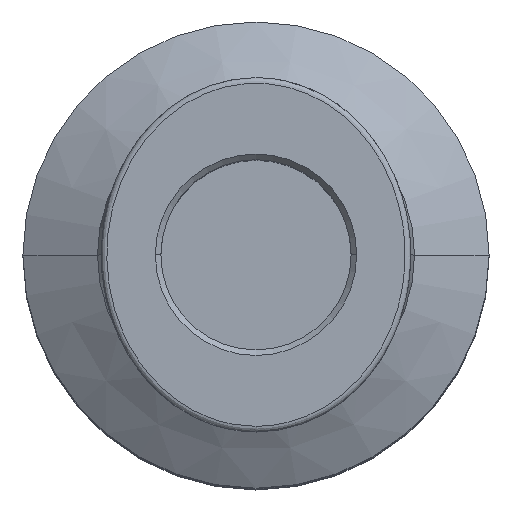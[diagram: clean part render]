
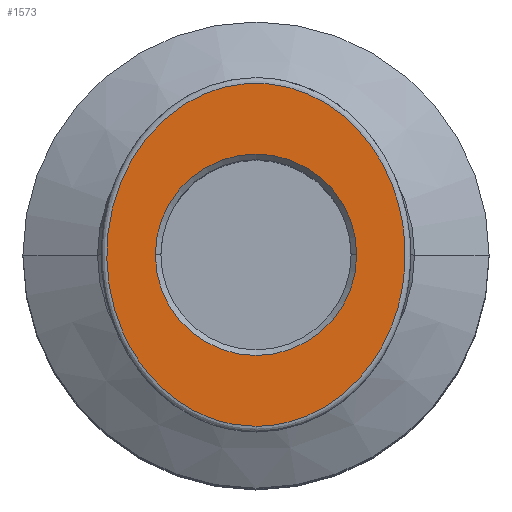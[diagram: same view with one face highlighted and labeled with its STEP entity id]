
A CAD part, top view. The second image highlights one B-rep face of the part: STEP entity #1573.
In plain terms, the highlighted planar face has unit normal (0, 0, 1).
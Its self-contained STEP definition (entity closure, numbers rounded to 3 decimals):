
#566=CARTESIAN_POINT('',(-5.4,0.,37.85));
#567=VERTEX_POINT('',#566);
#574=CARTESIAN_POINT('',(5.4,0.,37.85));
#575=VERTEX_POINT('',#574);
#576=CARTESIAN_POINT('',(0.,0.,37.85));
#577=DIRECTION('',(0.0,0.0,1.0));
#578=DIRECTION('',(-1.0,0.0,0.0));
#579=AXIS2_PLACEMENT_3D('',#576,#577,#578);
#580=CIRCLE('',#579,5.4);
#581=EDGE_CURVE('',#567,#575,#580,.T.);
#1507=CARTESIAN_POINT('',(0.,0.,37.85));
#1508=DIRECTION('',(0.0,0.0,1.0));
#1509=DIRECTION('',(-1.0,0.0,0.0));
#1510=AXIS2_PLACEMENT_3D('',#1507,#1508,#1509);
#1511=CIRCLE('',#1510,5.4);
#1512=EDGE_CURVE('',#575,#567,#1511,.T.);
#1517=CARTESIAN_POINT('',(0.,-9.5,37.85));
#1518=DIRECTION('',(0.0,0.0,1.0));
#1519=DIRECTION('',(1.0,0.0,0.0));
#1520=AXIS2_PLACEMENT_3D('',#1517,#1518,#1519);
#1521=PLANE('',#1520);
#1522=CARTESIAN_POINT('',(0.,-9.2,37.85));
#1523=VERTEX_POINT('',#1522);
#1524=CARTESIAN_POINT('',(0.,-9.2,37.85));
#1525=CARTESIAN_POINT('',(-0.695,-9.2,37.85));
#1526=CARTESIAN_POINT('',(-1.4,-9.093,37.85));
#1527=CARTESIAN_POINT('',(-2.069,-8.887,37.85));
#1528=CARTESIAN_POINT('',(-3.005,-8.598,37.85));
#1529=CARTESIAN_POINT('',(-3.877,-8.117,37.85));
#1530=CARTESIAN_POINT('',(-4.635,-7.497,37.85));
#1531=CARTESIAN_POINT('',(-5.568,-6.734,37.85));
#1532=CARTESIAN_POINT('',(-6.327,-5.764,37.85));
#1533=CARTESIAN_POINT('',(-6.879,-4.696,37.85));
#1534=CARTESIAN_POINT('',(-7.525,-3.444,37.85));
#1535=CARTESIAN_POINT('',(-7.896,-2.039,37.85));
#1536=CARTESIAN_POINT('',(-7.981,-0.637,37.85));
#1537=CARTESIAN_POINT('',(-8.081,1.02,37.85));
#1538=CARTESIAN_POINT('',(-7.787,2.719,37.85));
#1539=CARTESIAN_POINT('',(-7.098,4.243,37.85));
#1540=CARTESIAN_POINT('',(-6.384,5.822,37.85));
#1541=CARTESIAN_POINT('',(-5.233,7.218,37.85));
#1542=CARTESIAN_POINT('',(-3.758,8.121,37.85));
#1543=CARTESIAN_POINT('',(-2.483,8.902,37.85));
#1544=CARTESIAN_POINT('',(-0.972,9.293,37.85));
#1545=CARTESIAN_POINT('',(0.522,9.18,37.85));
#1546=CARTESIAN_POINT('',(2.064,9.064,37.85));
#1547=CARTESIAN_POINT('',(3.55,8.412,37.85));
#1548=CARTESIAN_POINT('',(4.724,7.424,37.85));
#1549=CARTESIAN_POINT('',(5.923,6.414,37.85));
#1550=CARTESIAN_POINT('',(6.827,5.057,37.85));
#1551=CARTESIAN_POINT('',(7.371,3.575,37.85));
#1552=CARTESIAN_POINT('',(7.879,2.189,37.85));
#1553=CARTESIAN_POINT('',(8.08,0.702,37.85));
#1554=CARTESIAN_POINT('',(7.972,-0.772,37.85));
#1555=CARTESIAN_POINT('',(7.861,-2.285,37.85));
#1556=CARTESIAN_POINT('',(7.425,-3.768,37.85));
#1557=CARTESIAN_POINT('',(6.668,-5.081,37.85));
#1558=CARTESIAN_POINT('',(5.87,-6.467,37.85));
#1559=CARTESIAN_POINT('',(4.703,-7.651,37.85));
#1560=CARTESIAN_POINT('',(3.294,-8.384,37.85));
#1561=CARTESIAN_POINT('',(2.282,-8.91,37.85));
#1562=CARTESIAN_POINT('',(1.139,-9.2,37.85));
#1563=CARTESIAN_POINT('',(0.,-9.2,37.85));
#1564=B_SPLINE_CURVE_WITH_KNOTS('',3,(#1524,#1525,#1526,#1527,#1528,#1529,#1530,#1531,#1532,#1533,#1534,#1535,#1536,#1537,#1538,#1539,#1540,#1541,#1542,#1543,#1544,#1545,#1546,#1547,#1548,#1549,#1550,#1551,#1552,#1553,#1554,#1555,#1556,#1557,#1558,#1559,#1560,#1561,#1562,#1563),.UNSPECIFIED.,.T.,.U.,(4,3,3,3,3,3,3,3,3,3,3,3,3,4),(0.,0.244,0.585,1.005,1.497,2.078,2.681,3.202,3.739,4.288,4.801,5.328,5.884,6.283),.UNSPECIFIED.);
#1565=EDGE_CURVE('',#1523,#1523,#1564,.T.);
#1566=ORIENTED_EDGE('',*,*,#1565,.F.);
#1567=EDGE_LOOP('',(#1566));
#1568=FACE_OUTER_BOUND('',#1567,.T.);
#1569=ORIENTED_EDGE('',*,*,#1512,.F.);
#1570=ORIENTED_EDGE('',*,*,#581,.F.);
#1571=EDGE_LOOP('',(#1569,#1570));
#1572=FACE_BOUND('',#1571,.T.);
#1573=ADVANCED_FACE('',(#1568,#1572),#1521,.T.);
